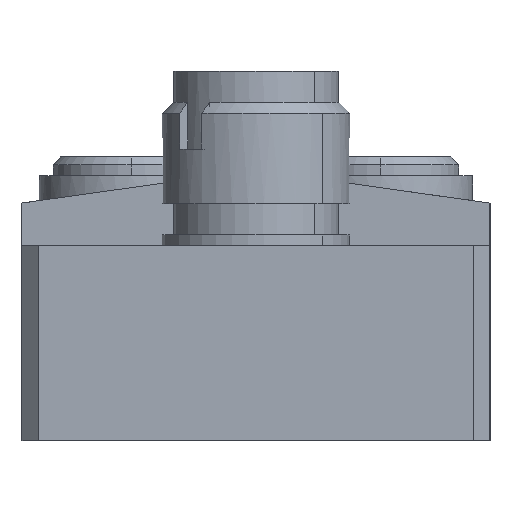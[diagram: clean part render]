
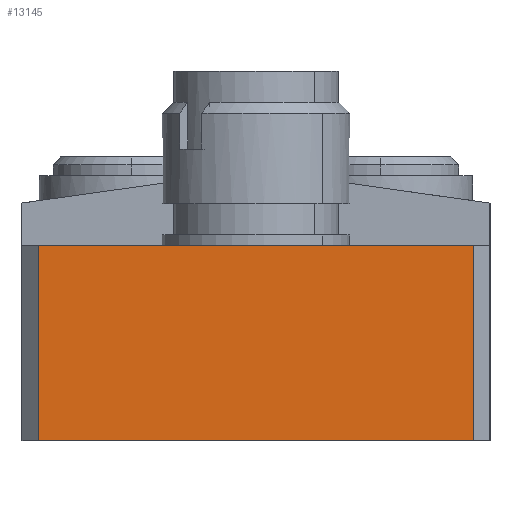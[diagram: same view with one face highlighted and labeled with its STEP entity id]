
A CAD part, left-side view. The second image highlights one B-rep face of the part: STEP entity #13145.
In plain terms, the highlighted planar face has unit normal (-1, 0, 0).
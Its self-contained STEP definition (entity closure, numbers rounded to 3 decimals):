
#54=DIRECTION('',(0.,1.,0.));
#55=VECTOR('',#54,27.9);
#56=CARTESIAN_POINT('',(20.5,-13.95,0.));
#57=LINE('',#56,#55);
#1336=DIRECTION('',(0.,0.,1.));
#1337=VECTOR('',#1336,12.5);
#1338=CARTESIAN_POINT('',(20.5,-13.95,0.));
#1339=LINE('',#1338,#1337);
#1343=DIRECTION('',(0.,0.,-1.));
#1344=VECTOR('',#1343,12.5);
#1345=CARTESIAN_POINT('',(20.5,13.95,12.5));
#1346=LINE('',#1345,#1344);
#1364=DIRECTION('',(0.,-1.,0.));
#1365=VECTOR('',#1364,27.9);
#1366=CARTESIAN_POINT('',(20.5,13.95,12.5));
#1367=LINE('',#1366,#1365);
#10623=CARTESIAN_POINT('',(20.5,13.95,0.));
#10625=VERTEX_POINT('',#10623);
#10627=CARTESIAN_POINT('',(20.5,-13.95,0.));
#10628=VERTEX_POINT('',#10627);
#10647=CARTESIAN_POINT('',(20.5,13.95,12.5));
#10648=VERTEX_POINT('',#10647);
#10649=CARTESIAN_POINT('',(20.5,-13.95,12.5));
#10650=VERTEX_POINT('',#10649);
#13132=CARTESIAN_POINT('',(20.5,0.,7.983));
#13133=DIRECTION('',(1.,0.,0.));
#13134=DIRECTION('',(0.,0.,-1.));
#13135=AXIS2_PLACEMENT_3D('',#13132,#13133,#13134);
#13136=PLANE('',#13135);
#13137=ORIENTED_EDGE('',*,*,#13123,.F.);
#13138=ORIENTED_EDGE('',*,*,#12402,.T.);
#13140=ORIENTED_EDGE('',*,*,#13139,.F.);
#13142=ORIENTED_EDGE('',*,*,#13141,.T.);
#13143=EDGE_LOOP('',(#13137,#13138,#13140,#13142));
#13144=FACE_OUTER_BOUND('',#13143,.F.);
#13145=ADVANCED_FACE('',(#13144),#13136,.F.);
#12402=EDGE_CURVE('',#10628,#10625,#57,.T.);
#13123=EDGE_CURVE('',#10628,#10650,#1339,.T.);
#13139=EDGE_CURVE('',#10648,#10625,#1346,.T.);
#13141=EDGE_CURVE('',#10648,#10650,#1367,.T.);
